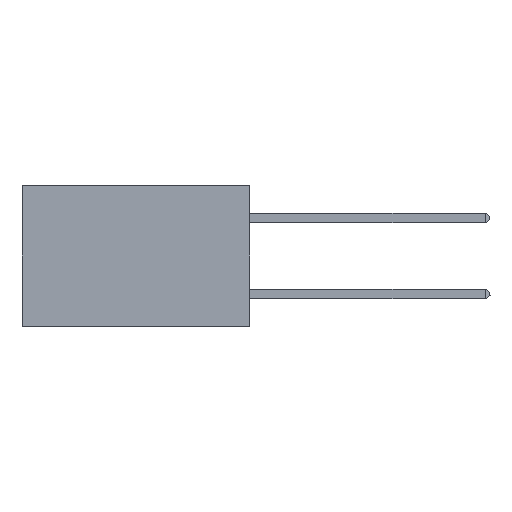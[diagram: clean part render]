
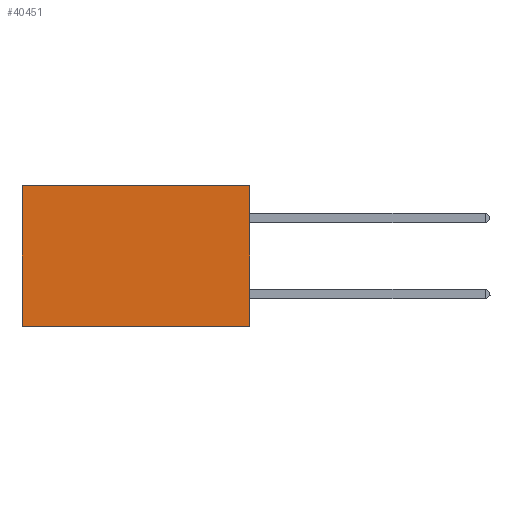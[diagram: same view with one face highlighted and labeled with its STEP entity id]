
A CAD part, left-side view. The second image highlights one B-rep face of the part: STEP entity #40451.
In plain terms, the highlighted planar face has unit normal (-1, 0, 0).
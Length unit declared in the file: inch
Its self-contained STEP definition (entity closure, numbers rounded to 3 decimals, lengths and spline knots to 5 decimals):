
#627 = CARTESIAN_POINT ( 'NONE',  ( 0.2875, 0., 0. ) ) ;
#1026 = DIRECTION ( 'NONE',  ( 1., 0., 0. ) ) ;
#3688 = VERTEX_POINT ( 'NONE', #28777 ) ;
#4781 = EDGE_CURVE ( 'NONE', #45239, #3688, #38512, .T. ) ;
#4880 = CARTESIAN_POINT ( 'NONE',  ( 0.2875, 0., -0.37 ) ) ;
#6375 = CARTESIAN_POINT ( 'NONE',  ( 0.2875, 0.6, 0. ) ) ;
#7092 = EDGE_CURVE ( 'NONE', #45239, #11252, #14613, .T. ) ;
#8304 = DIRECTION ( 'NONE',  ( 0., 0., -1. ) ) ;
#9053 = ORIENTED_EDGE ( 'NONE', *, *, #22970, .F. ) ;
#9882 = ORIENTED_EDGE ( 'NONE', *, *, #4781, .T. ) ;
#11252 = VERTEX_POINT ( 'NONE', #4880 ) ;
#11407 = PLANE ( 'NONE',  #23045 ) ;
#12252 = ORIENTED_EDGE ( 'NONE', *, *, #7092, .F. ) ;
#13155 = CARTESIAN_POINT ( 'NONE',  ( 0.2875, 0., 0. ) ) ;
#14439 = CARTESIAN_POINT ( 'NONE',  ( 0.2875, 0., -0.37 ) ) ;
#14489 = VECTOR ( 'NONE', #34449, 39.37008 ) ;
#14613 = LINE ( 'NONE', #13155, #27832 ) ;
#15120 = VECTOR ( 'NONE', #35716, 39.37008 ) ;
#21165 = FACE_OUTER_BOUND ( 'NONE', #23648, .T. ) ;
#21353 = VECTOR ( 'NONE', #40606, 39.37008 ) ;
#21721 = VERTEX_POINT ( 'NONE', #35463 ) ;
#22970 = EDGE_CURVE ( 'NONE', #11252, #21721, #24998, .T. ) ;
#23045 = AXIS2_PLACEMENT_3D ( 'NONE', #43768, #1026, #8304 ) ;
#23648 = EDGE_LOOP ( 'NONE', ( #27069, #9053, #12252, #9882 ) ) ;
#24351 = DIRECTION ( 'NONE',  ( 0., 0., -1. ) ) ;
#24998 = LINE ( 'NONE', #14439, #15120 ) ;
#27069 = ORIENTED_EDGE ( 'NONE', *, *, #41766, .T. ) ;
#27832 = VECTOR ( 'NONE', #24351, 39.37008 ) ;
#28777 = CARTESIAN_POINT ( 'NONE',  ( 0.2875, 0.6, 0. ) ) ;
#34449 = DIRECTION ( 'NONE',  ( 0., 0., -1. ) ) ;
#35463 = CARTESIAN_POINT ( 'NONE',  ( 0.2875, 0.6, -0.37 ) ) ;
#35464 = LINE ( 'NONE', #6375, #14489 ) ;
#35716 = DIRECTION ( 'NONE',  ( 0., 1., 0. ) ) ;
#38512 = LINE ( 'NONE', #627, #21353 ) ;
#40451 = ADVANCED_FACE ( 'NONE', ( #21165 ), #11407, .F. ) ;
#40606 = DIRECTION ( 'NONE',  ( 0., 1., 0. ) ) ;
#41766 = EDGE_CURVE ( 'NONE', #3688, #21721, #35464, .T. ) ;
#41826 = CARTESIAN_POINT ( 'NONE',  ( 0.2875, 0., 0. ) ) ;
#43768 = CARTESIAN_POINT ( 'NONE',  ( 0.2875, 0., 0. ) ) ;
#45239 = VERTEX_POINT ( 'NONE', #41826 ) ;
